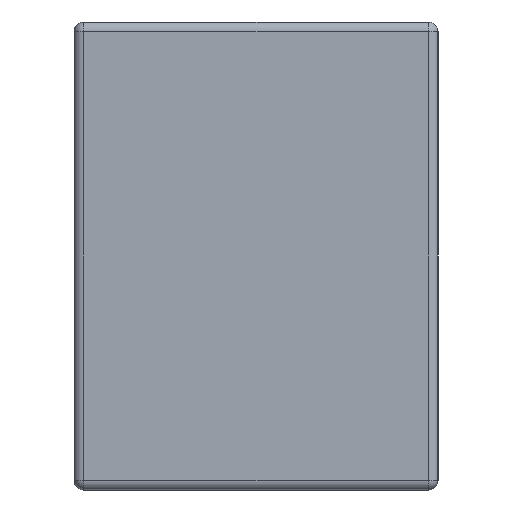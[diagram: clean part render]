
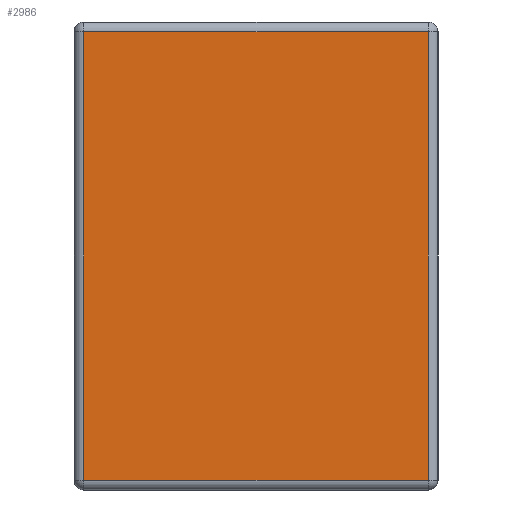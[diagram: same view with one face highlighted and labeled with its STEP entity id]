
A CAD part, left-side view. The second image highlights one B-rep face of the part: STEP entity #2986.
In plain terms, the highlighted planar face has unit normal (-1, 0, 0).
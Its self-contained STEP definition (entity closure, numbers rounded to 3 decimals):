
#139 = VERTEX_POINT ( 'NONE', #3909 ) ;
#225 = CARTESIAN_POINT ( 'NONE',  ( 0., 0.037, -0.037 ) ) ;
#455 = ORIENTED_EDGE ( 'NONE', *, *, #1185, .T. ) ;
#504 = ORIENTED_EDGE ( 'NONE', *, *, #1442, .T. ) ;
#520 = EDGE_CURVE ( 'NONE', #2467, #2321, #2419, .T. ) ;
#565 = CARTESIAN_POINT ( 'NONE',  ( 0., 1.363, -1.8 ) ) ;
#584 = DIRECTION ( 'NONE',  ( 0., 0., 1. ) ) ;
#926 = CARTESIAN_POINT ( 'NONE',  ( 0., 0., 0. ) ) ;
#980 = CARTESIAN_POINT ( 'NONE',  ( 0., 0.037, 0. ) ) ;
#1023 = ORIENTED_EDGE ( 'NONE', *, *, #4079, .T. ) ;
#1185 = EDGE_CURVE ( 'NONE', #2321, #139, #4590, .T. ) ;
#1228 = LINE ( 'NONE', #1323, #2866 ) ;
#1323 = CARTESIAN_POINT ( 'NONE',  ( 0., 0., -1.763 ) ) ;
#1442 = EDGE_CURVE ( 'NONE', #3596, #2467, #1228, .T. ) ;
#1645 = DIRECTION ( 'NONE',  ( -1., 0., 0. ) ) ;
#1764 = CARTESIAN_POINT ( 'NONE',  ( 0., 0.037, -1.763 ) ) ;
#1921 = VECTOR ( 'NONE', #1965, 1000. ) ;
#1927 = ORIENTED_EDGE ( 'NONE', *, *, #520, .T. ) ;
#1965 = DIRECTION ( 'NONE',  ( 0., 0., -1. ) ) ;
#2027 = CARTESIAN_POINT ( 'NONE',  ( 0., 1.363, -1.763 ) ) ;
#2120 = FACE_OUTER_BOUND ( 'NONE', #4007, .T. ) ;
#2265 = AXIS2_PLACEMENT_3D ( 'NONE', #926, #1645, #584 ) ;
#2321 = VERTEX_POINT ( 'NONE', #225 ) ;
#2419 = LINE ( 'NONE', #980, #3933 ) ;
#2431 = LINE ( 'NONE', #565, #1921 ) ;
#2467 = VERTEX_POINT ( 'NONE', #1764 ) ;
#2575 = CARTESIAN_POINT ( 'NONE',  ( 0., 1.4, -0.037 ) ) ;
#2594 = DIRECTION ( 'NONE',  ( 0., 1., 0. ) ) ;
#2794 = DIRECTION ( 'NONE',  ( 0., 0., 1. ) ) ;
#2866 = VECTOR ( 'NONE', #3843, 1000. ) ;
#2986 = ADVANCED_FACE ( 'NONE', ( #2120 ), #4583, .T. ) ;
#3596 = VERTEX_POINT ( 'NONE', #2027 ) ;
#3843 = DIRECTION ( 'NONE',  ( 0., -1., 0. ) ) ;
#3909 = CARTESIAN_POINT ( 'NONE',  ( 0., 1.363, -0.037 ) ) ;
#3933 = VECTOR ( 'NONE', #2794, 1000. ) ;
#4007 = EDGE_LOOP ( 'NONE', ( #504, #1927, #455, #1023 ) ) ;
#4079 = EDGE_CURVE ( 'NONE', #139, #3596, #2431, .T. ) ;
#4295 = VECTOR ( 'NONE', #2594, 1000. ) ;
#4583 = PLANE ( 'NONE',  #2265 ) ;
#4590 = LINE ( 'NONE', #2575, #4295 ) ;
